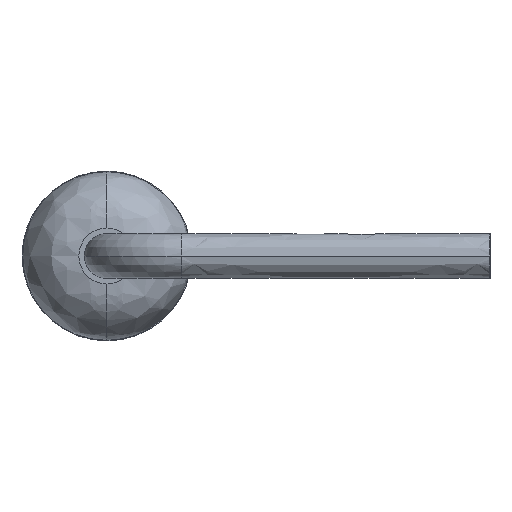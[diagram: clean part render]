
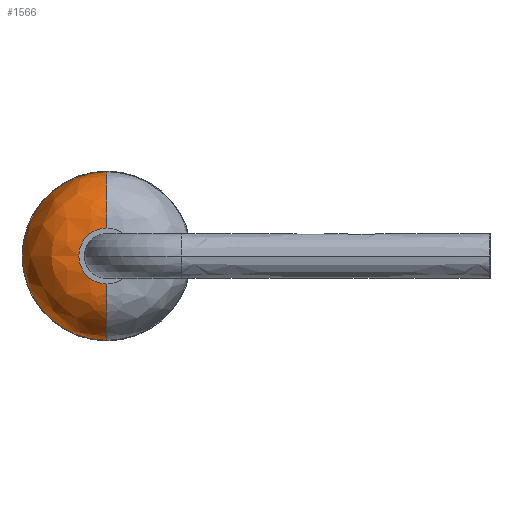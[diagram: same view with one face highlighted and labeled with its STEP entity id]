
A CAD part, left-side view. The second image highlights one B-rep face of the part: STEP entity #1566.
In plain terms, the highlighted free-form (B-spline) face has degree [3, 3] with [7, 4] control points.
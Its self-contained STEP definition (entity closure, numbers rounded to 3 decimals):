
#81=CARTESIAN_POINT('',(-3.125,1.125,0.));
#82=DIRECTION('',(-1.,0.,0.));
#83=DIRECTION('',(0.,0.,1.));
#84=AXIS2_PLACEMENT_3D('',#81,#82,#83);
#214=CARTESIAN_POINT('',(-2.375,1.125,-0.375));
#215=DIRECTION('',(0.,-1.,0.));
#216=DIRECTION('',(-1.,0.,0.));
#217=AXIS2_PLACEMENT_3D('',#214,#215,#216);
#222=CARTESIAN_POINT('',(-2.375,1.125,0.375));
#223=DIRECTION('',(0.,1.,0.));
#224=DIRECTION('',(-1.,0.,0.));
#225=AXIS2_PLACEMENT_3D('',#222,#223,#224);
#269=CARTESIAN_POINT('',(-2.375,1.125,0.));
#270=DIRECTION('',(-1.,0.,0.));
#271=DIRECTION('',(0.,0.,1.));
#272=AXIS2_PLACEMENT_3D('',#269,#270,#271);
#901=CARTESIAN_POINT('',(-3.125,1.125,-0.375));
#902=CARTESIAN_POINT('',(-3.125,1.125,0.375));
#903=VERTEX_POINT('',#901);
#904=VERTEX_POINT('',#902);
#905=CARTESIAN_POINT('',(-2.375,1.125,-1.125));
#906=CARTESIAN_POINT('',(-2.375,1.125,1.125));
#907=VERTEX_POINT('',#905);
#908=VERTEX_POINT('',#906);
#1530=CARTESIAN_POINT('',(-3.125,1.103,
-0.351));
#1531=CARTESIAN_POINT('',(-3.139,1.074,
-0.811));
#1532=CARTESIAN_POINT('',(-2.813,1.053,
-1.137));
#1533=CARTESIAN_POINT('',(-2.351,1.054,
-1.122));
#1534=CARTESIAN_POINT('',(-3.125,1.319,
-0.364));
#1535=CARTESIAN_POINT('',(-3.139,1.573,
-0.843));
#1536=CARTESIAN_POINT('',(-2.813,1.753,
-1.181));
#1537=CARTESIAN_POINT('',(-2.351,1.745,
-1.166));
#1538=CARTESIAN_POINT('',(-3.125,1.476,
-0.216));
#1539=CARTESIAN_POINT('',(-3.139,1.938,
-0.5));
#1540=CARTESIAN_POINT('',(-2.813,2.264,
-0.701));
#1541=CARTESIAN_POINT('',(-2.351,2.25,
-0.692));
#1542=CARTESIAN_POINT('',(-3.125,1.476,
0.));
#1543=CARTESIAN_POINT('',(-3.139,1.938,
0.));
#1544=CARTESIAN_POINT('',(-2.813,2.264,
0.));
#1545=CARTESIAN_POINT('',(-2.351,2.25,
0.));
#1546=CARTESIAN_POINT('',(-3.125,1.476,
0.216));
#1547=CARTESIAN_POINT('',(-3.139,1.938,
0.5));
#1548=CARTESIAN_POINT('',(-2.813,2.264,
0.701));
#1549=CARTESIAN_POINT('',(-2.351,2.25,
0.692));
#1550=CARTESIAN_POINT('',(-3.125,1.319,
0.364));
#1551=CARTESIAN_POINT('',(-3.139,1.573,
0.843));
#1552=CARTESIAN_POINT('',(-2.813,1.753,1.181));
#1553=CARTESIAN_POINT('',(-2.351,1.745,1.166));
#1554=CARTESIAN_POINT('',(-3.125,1.103,
0.351));
#1555=CARTESIAN_POINT('',(-3.139,1.074,
0.811));
#1556=CARTESIAN_POINT('',(-2.813,1.053,1.137));
#1557=CARTESIAN_POINT('',(-2.351,1.054,1.122));
#1558=(BOUNDED_SURFACE()B_SPLINE_SURFACE(3,3,((#1530,#1531,#1532,#1533),(#1534,
#1535,#1536,#1537),(#1538,#1539,#1540,#1541),(#1542,#1543,#1544,#1545),(#1546,
#1547,#1548,#1549),(#1550,#1551,#1552,#1553),(#1554,#1555,#1556,#1557)),
.UNSPECIFIED.,.F.,.F.,.F.)B_SPLINE_SURFACE_WITH_KNOTS((4,3,4),(4,4),(0.,1.,
2.),(0.,1.),.UNSPECIFIED.)GEOMETRIC_REPRESENTATION_ITEM()RATIONAL_B_SPLINE_SURFACE(((1.41,1.113,1.113,1.41),(
1.113,0.879,0.879,1.113),(
1.113,0.879,0.879,1.113),(
1.41,1.113,1.113,1.41),(
1.113,0.879,0.879,1.113),(
1.113,0.879,0.879,1.113),(
1.41,1.113,1.113,1.41)))REPRESENTATION_ITEM('')SURFACE());
#1559=ORIENTED_EDGE('',*,*,#984,.T.);
#1560=ORIENTED_EDGE('',*,*,#1525,.T.);
#1562=ORIENTED_EDGE('',*,*,#1561,.F.);
#1563=ORIENTED_EDGE('',*,*,#1521,.F.);
#1564=EDGE_LOOP('',(#1559,#1560,#1562,#1563));
#1565=FACE_OUTER_BOUND('',#1564,.F.);
#1566=ADVANCED_FACE('',(#1565),#1558,.T.);
#85=CIRCLE('',#84,0.375);
#218=CIRCLE('',#217,0.75);
#226=CIRCLE('',#225,0.75);
#273=CIRCLE('',#272,1.125);
#984=EDGE_CURVE('',#904,#903,#85,.T.);
#1521=EDGE_CURVE('',#904,#908,#226,.T.);
#1525=EDGE_CURVE('',#903,#907,#218,.T.);
#1561=EDGE_CURVE('',#908,#907,#273,.T.);
